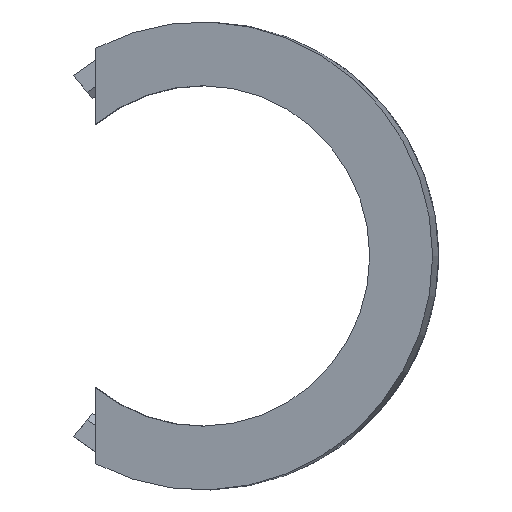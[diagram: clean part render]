
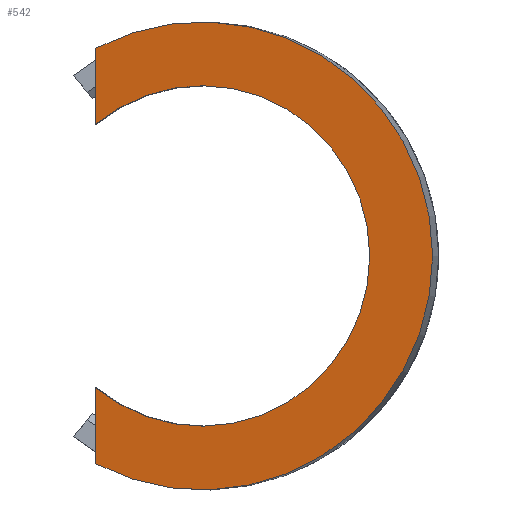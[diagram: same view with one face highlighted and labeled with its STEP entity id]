
A CAD part, top view. The second image highlights one B-rep face of the part: STEP entity #542.
In plain terms, the highlighted planar face has unit normal (-0.174, 0, 0.985).
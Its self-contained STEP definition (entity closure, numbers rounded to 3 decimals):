
#45=PLANE('',#605);
#75=FACE_OUTER_BOUND('',#107,.T.);
#107=EDGE_LOOP('',(#499,#500,#501,#502));
#138=CIRCLE('',#599,8.25);
#140=CIRCLE('',#606,6.);
#175=LINE('',#917,#216);
#179=LINE('',#961,#220);
#216=VECTOR('',#741,10.);
#220=VECTOR('',#759,10.);
#263=VERTEX_POINT('',#898);
#266=VERTEX_POINT('',#909);
#271=VERTEX_POINT('',#950);
#272=VERTEX_POINT('',#960);
#336=EDGE_CURVE('',#266,#263,#175,.T.);
#343=EDGE_CURVE('',#271,#263,#138,.T.);
#346=EDGE_CURVE('',#271,#272,#179,.T.);
#350=EDGE_CURVE('',#266,#272,#140,.T.);
#499=ORIENTED_EDGE('',*,*,#336,.F.);
#500=ORIENTED_EDGE('',*,*,#350,.T.);
#501=ORIENTED_EDGE('',*,*,#346,.F.);
#502=ORIENTED_EDGE('',*,*,#343,.T.);
#542=ADVANCED_FACE('',(#75),#45,.F.);
#599=AXIS2_PLACEMENT_3D('',#951,#753,#754);
#605=AXIS2_PLACEMENT_3D('',#973,#768,#769);
#606=AXIS2_PLACEMENT_3D('',#974,#770,#771);
#741=DIRECTION('',(0.,1.,0.));
#753=DIRECTION('center_axis',(-0.174,0.,0.985));
#754=DIRECTION('ref_axis',(-0.985,0.,-0.174));
#759=DIRECTION('',(0.,1.,0.));
#768=DIRECTION('center_axis',(0.174,0.,-0.985));
#769=DIRECTION('ref_axis',(-0.985,0.,-0.174));
#770=DIRECTION('center_axis',(0.174,0.,-0.985));
#771=DIRECTION('ref_axis',(-0.985,0.,-0.174));
#898=CARTESIAN_POINT('',(-3.818,7.323,2.808));
#909=CARTESIAN_POINT('',(-3.818,4.643,2.808));
#917=CARTESIAN_POINT('',(-3.818,0.,2.808));
#950=CARTESIAN_POINT('',(-3.818,-7.323,2.808));
#951=CARTESIAN_POINT('Origin',(-0.076,0.,
3.468));
#960=CARTESIAN_POINT('',(-3.818,-4.643,2.808));
#961=CARTESIAN_POINT('',(-3.818,0.,2.808));
#973=CARTESIAN_POINT('Origin',(1.524,0.,3.75));
#974=CARTESIAN_POINT('Origin',(-0.076,0.,
3.468));
